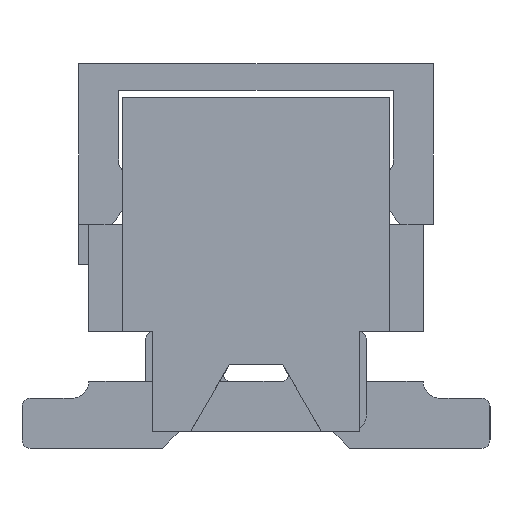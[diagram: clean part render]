
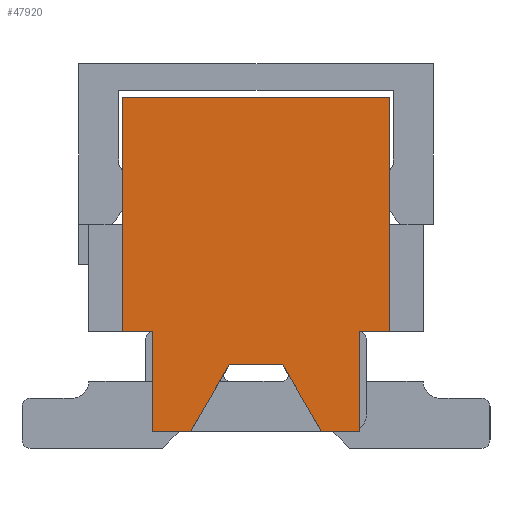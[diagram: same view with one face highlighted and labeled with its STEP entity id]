
A CAD part, left-side view. The second image highlights one B-rep face of the part: STEP entity #47920.
In plain terms, the highlighted planar face has unit normal (-1, 0, 0).
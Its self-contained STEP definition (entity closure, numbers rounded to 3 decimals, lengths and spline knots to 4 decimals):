
#9857=ORIENTED_EDGE('',*,*,#16558,.F.);
#9858=ORIENTED_EDGE('',*,*,#16554,.F.);
#9859=ORIENTED_EDGE('',*,*,#16317,.F.);
#9860=ORIENTED_EDGE('',*,*,#16320,.F.);
#9861=ORIENTED_EDGE('',*,*,#16321,.F.);
#9862=ORIENTED_EDGE('',*,*,#11979,.F.);
#9863=ORIENTED_EDGE('',*,*,#16323,.F.);
#9864=ORIENTED_EDGE('',*,*,#16325,.F.);
#9865=ORIENTED_EDGE('',*,*,#16327,.F.);
#9866=ORIENTED_EDGE('',*,*,#16452,.F.);
#9867=ORIENTED_EDGE('',*,*,#16559,.T.);
#9868=ORIENTED_EDGE('',*,*,#16077,.F.);
#9869=ORIENTED_EDGE('',*,*,#12380,.F.);
#9870=ORIENTED_EDGE('',*,*,#16103,.F.);
#11979=EDGE_CURVE('',#17204,#17205,#20618,.T.);
#12380=EDGE_CURVE('',#17601,#17602,#21019,.T.);
#16077=EDGE_CURVE('',#17602,#20056,#23994,.T.);
#16103=EDGE_CURVE('',#20076,#17601,#24020,.T.);
#16317=EDGE_CURVE('',#20161,#20162,#24234,.T.);
#16320=EDGE_CURVE('',#20163,#20161,#24237,.T.);
#16321=EDGE_CURVE('',#17205,#20163,#24238,.T.);
#16323=EDGE_CURVE('',#20164,#17204,#24240,.T.);
#16325=EDGE_CURVE('',#20165,#20164,#24242,.T.);
#16327=EDGE_CURVE('',#20166,#20165,#24244,.T.);
#16452=EDGE_CURVE('',#20233,#20166,#24369,.T.);
#16554=EDGE_CURVE('',#20162,#20274,#24471,.T.);
#16558=EDGE_CURVE('',#20274,#20076,#24475,.T.);
#16559=EDGE_CURVE('',#20233,#20056,#24476,.T.);
#17204=VERTEX_POINT('',#60960);
#17205=VERTEX_POINT('',#60962);
#17601=VERTEX_POINT('',#61765);
#17602=VERTEX_POINT('',#61766);
#20056=VERTEX_POINT('',#68991);
#20076=VERTEX_POINT('',#69038);
#20161=VERTEX_POINT('',#69464);
#20162=VERTEX_POINT('',#69466);
#20163=VERTEX_POINT('',#69470);
#20164=VERTEX_POINT('',#69476);
#20165=VERTEX_POINT('',#69480);
#20166=VERTEX_POINT('',#69484);
#20233=VERTEX_POINT('',#69718);
#20274=VERTEX_POINT('',#69862);
#20618=LINE('',#60961,#25146);
#21019=LINE('',#61764,#25547);
#23994=LINE('',#68990,#28522);
#24020=LINE('',#69037,#28548);
#24234=LINE('',#69465,#28762);
#24237=LINE('',#69471,#28765);
#24238=LINE('',#69473,#28766);
#24240=LINE('',#69477,#28768);
#24242=LINE('',#69481,#28770);
#24244=LINE('',#69485,#28772);
#24369=LINE('',#69719,#28897);
#24471=LINE('',#69861,#28999);
#24475=LINE('',#69868,#29003);
#24476=LINE('',#69869,#29004);
#25146=VECTOR('',#51294,1000.);
#25547=VECTOR('',#51707,1000.);
#28522=VECTOR('',#58274,1000.);
#28548=VECTOR('',#58302,1000.);
#28762=VECTOR('',#58772,1000.);
#28765=VECTOR('',#58777,1000.);
#28766=VECTOR('',#58780,1000.);
#28768=VECTOR('',#58784,1000.);
#28770=VECTOR('',#58788,1000.);
#28772=VECTOR('',#58792,1000.);
#28897=VECTOR('',#59001,1000.);
#28999=VECTOR('',#59103,1000.);
#29003=VECTOR('',#59109,1000.);
#29004=VECTOR('',#59110,1000.);
#30804=EDGE_LOOP('',(#9857,#9858,#9859,#9860,#9861,#9862,#9863,#9864,#9865,
#9866,#9867,#9868,#9869,#9870));
#32621=FACE_BOUND('',#30804,.T.);
#34036=PLANE('',#50422);
#47920=ADVANCED_FACE('',(#32621),#34036,.F.);
#50422=AXIS2_PLACEMENT_3D('',#69867,#59107,#59108);
#51294=DIRECTION('',(0.,1.,0.));
#51707=DIRECTION('',(0.,-1.,0.));
#58274=DIRECTION('',(0.,0.,-1.));
#58302=DIRECTION('',(0.,0.,1.));
#58772=DIRECTION('',(0.,0.,1.));
#58777=DIRECTION('',(0.,1.,0.));
#58780=DIRECTION('',(0.,0.502,-0.865));
#58784=DIRECTION('',(0.,0.502,0.865));
#58788=DIRECTION('',(0.,1.,0.));
#58792=DIRECTION('',(0.,0.,-1.));
#59001=DIRECTION('',(0.,1.,0.));
#59103=DIRECTION('',(0.,1.,0.));
#59107=DIRECTION('',(1.,0.,0.));
#59108=DIRECTION('',(0.,0.,-1.));
#59109=DIRECTION('',(0.,0.,1.));
#59110=DIRECTION('',(0.,0.,1.));
#60960=CARTESIAN_POINT('',(-12.965,-0.4,-1.3));
#60961=CARTESIAN_POINT('',(-12.965,-0.4,-1.3));
#60962=CARTESIAN_POINT('',(-12.965,0.4,-1.3));
#61764=CARTESIAN_POINT('',(-12.965,2.,2.7));
#61765=CARTESIAN_POINT('',(-12.965,2.,2.7));
#61766=CARTESIAN_POINT('',(-12.965,-2.,2.7));
#68990=CARTESIAN_POINT('',(-12.965,-2.,2.7));
#68991=CARTESIAN_POINT('',(-12.965,-2.,0.8));
#69037=CARTESIAN_POINT('',(-12.965,2.,0.8));
#69038=CARTESIAN_POINT('',(-12.965,2.,0.8));
#69464=CARTESIAN_POINT('',(-12.965,1.55,-2.3));
#69465=CARTESIAN_POINT('',(-12.965,1.55,-0.8));
#69466=CARTESIAN_POINT('',(-12.965,1.55,-0.8));
#69470=CARTESIAN_POINT('',(-12.965,0.98,-2.3));
#69471=CARTESIAN_POINT('',(-12.965,0.98,-2.3));
#69473=CARTESIAN_POINT('',(-12.965,0.4,-1.3));
#69476=CARTESIAN_POINT('',(-12.965,-0.98,-2.3));
#69477=CARTESIAN_POINT('',(-12.965,-0.98,-2.3));
#69480=CARTESIAN_POINT('',(-12.965,-1.55,-2.3));
#69481=CARTESIAN_POINT('',(-12.965,-1.55,-2.3));
#69484=CARTESIAN_POINT('',(-12.965,-1.55,-0.8));
#69485=CARTESIAN_POINT('',(-12.965,-1.55,-0.8));
#69718=CARTESIAN_POINT('',(-12.965,-2.,-0.8));
#69719=CARTESIAN_POINT('',(-12.965,-2.5,-0.8));
#69861=CARTESIAN_POINT('',(-12.965,2.5,-0.8));
#69862=CARTESIAN_POINT('',(-12.965,2.,-0.8));
#69867=CARTESIAN_POINT('',(-12.965,0.,0.));
#69868=CARTESIAN_POINT('',(-12.965,2.,-0.8));
#69869=CARTESIAN_POINT('',(-12.965,-2.,-0.8));
